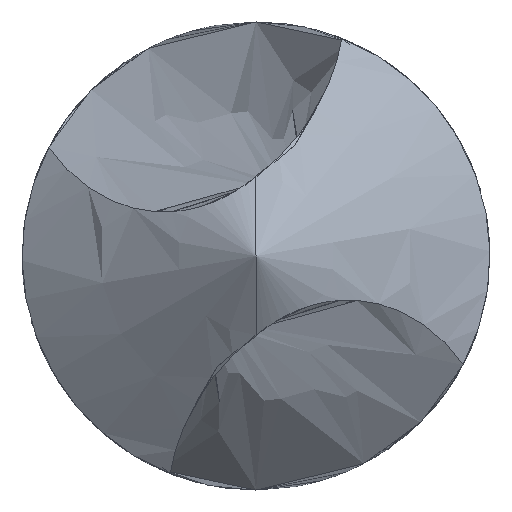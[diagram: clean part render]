
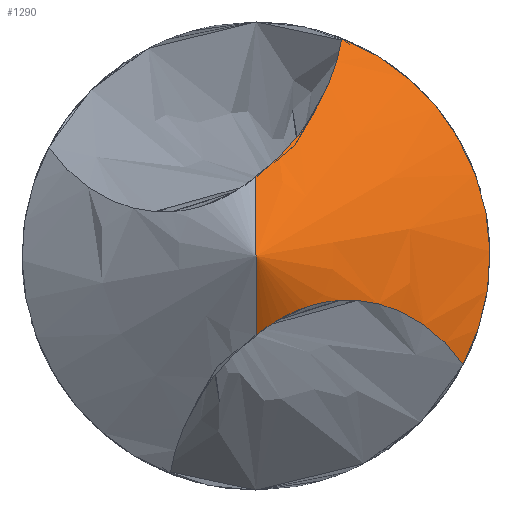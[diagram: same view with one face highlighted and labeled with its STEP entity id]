
A CAD part, front view. The second image highlights one B-rep face of the part: STEP entity #1290.
In plain terms, the highlighted conical face has half-angle 59 degrees and reference radius 1664.28 mm.
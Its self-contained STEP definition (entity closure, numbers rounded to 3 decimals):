
#4 = CARTESIAN_POINT ( 'NONE',  ( 0.914, 0.589, -0.354 ) ) ;
#21 = CARTESIAN_POINT ( 'NONE',  ( 0., 0.355, -0.591 ) ) ;
#185 = CARTESIAN_POINT ( 'NONE',  ( 0., 0.355, -0.591 ) ) ;
#221 = CARTESIAN_POINT ( 'NONE',  ( 0.629, 0.426, -0.329 ) ) ;
#225 = CARTESIAN_POINT ( 'NONE',  ( 1.45, 0.963, -0.684 ) ) ;
#238 = CARTESIAN_POINT ( 'NONE',  ( 0.694, 0.461, -0.327 ) ) ;
#252 = VERTEX_POINT ( 'NONE', #21 ) ;
#260 = FACE_OUTER_BOUND ( 'NONE', #1292, .T. ) ;
#262 = VERTEX_POINT ( 'NONE', #1121 ) ;
#280 = ORIENTED_EDGE ( 'NONE', *, *, #3118, .T. ) ;
#354 = EDGE_CURVE ( 'NONE', #1033, #2311, #966, .T. ) ;
#405 = CARTESIAN_POINT ( 'NONE',  ( 0., 0.355, 0.591 ) ) ;
#450 = CARTESIAN_POINT ( 'NONE',  ( 0.5, 0.365, -0.346 ) ) ;
#459 = CARTESIAN_POINT ( 'NONE',  ( 0., 0.355, 0.591 ) ) ;
#493 = CARTESIAN_POINT ( 'NONE',  ( 0., 0., 0. ) ) ;
#504 = CARTESIAN_POINT ( 'NONE',  ( 1.137, 0.732, -0.439 ) ) ;
#522 = CARTESIAN_POINT ( 'NONE',  ( 0., 1.052, 0. ) ) ;
#625 = CARTESIAN_POINT ( 'NONE',  ( 0.642, 1.052, 1.628 ) ) ;
#628 = B_SPLINE_CURVE_WITH_KNOTS ( 'NONE', 3,
 ( #405, #1453, #1400, #1169, #2426, #1968, #1470, #2409, #3194, #941 ),
 .UNSPECIFIED., .F., .F.,
 ( 4, 2, 2, 2, 4 ),
 ( 0.005, 0.005, 0.006, 0.006, 0.006 ),
 .UNSPECIFIED. ) ;
#642 = DIRECTION ( 'NONE',  ( 0., 0.515, 0.857 ) ) ;
#644 = EDGE_CURVE ( 'NONE', #1795, #252, #1209, .T. ) ;
#693 = VECTOR ( 'NONE', #642, 1000. ) ;
#715 = CARTESIAN_POINT ( 'NONE',  ( 0.112, 0.311, -0.51 ) ) ;
#916 = B_SPLINE_CURVE_WITH_KNOTS ( 'NONE', 3,
 ( #1982, #2251, #225, #2301, #1220, #504, #975, #4, #1022, #2982 ),
 .UNSPECIFIED., .F., .F.,
 ( 4, 2, 2, 2, 4 ),
 ( 0.003, 0.003, 0.004, 0.004, 0.004 ),
 .UNSPECIFIED. ) ;
#933 = CARTESIAN_POINT ( 'NONE',  ( 0., 0., 0. ) ) ;
#941 = CARTESIAN_POINT ( 'NONE',  ( 0.642, 1.052, 1.628 ) ) ;
#966 = CIRCLE ( 'NONE', #3223, 1.75 ) ;
#975 = CARTESIAN_POINT ( 'NONE',  ( 1.064, 0.684, -0.404 ) ) ;
#1022 = CARTESIAN_POINT ( 'NONE',  ( 0.836, 0.542, -0.338 ) ) ;
#1033 = VERTEX_POINT ( 'NONE', #1699 ) ;
#1121 = CARTESIAN_POINT ( 'NONE',  ( 0., 0., 0. ) ) ;
#1169 = CARTESIAN_POINT ( 'NONE',  ( 0.308, 0.565, 0.89 ) ) ;
#1209 = B_SPLINE_CURVE_WITH_KNOTS ( 'NONE', 3,
 ( #3236, #238, #221, #450, #1217, #2455, #2717, #715, #1234, #185 ),
 .UNSPECIFIED., .F., .F.,
 ( 4, 2, 2, 2, 4 ),
 ( 0.004, 0.004, 0.005, 0.005, 0.005 ),
 .UNSPECIFIED. ) ;
#1217 = CARTESIAN_POINT ( 'NONE',  ( 0.434, 0.337, -0.361 ) ) ;
#1220 = CARTESIAN_POINT ( 'NONE',  ( 1.272, 0.826, -0.523 ) ) ;
#1234 = CARTESIAN_POINT ( 'NONE',  ( 0.053, 0.331, -0.55 ) ) ;
#1264 = ORIENTED_EDGE ( 'NONE', *, *, #1830, .F. ) ;
#1290 = ADVANCED_FACE ( 'NONE', ( #260 ), #2498, .T. ) ;
#1292 = EDGE_LOOP ( 'NONE', ( #1264, #280, #3058, #1761, #2084, #2841 ) ) ;
#1400 = CARTESIAN_POINT ( 'NONE',  ( 0.168, 0.452, 0.734 ) ) ;
#1453 = CARTESIAN_POINT ( 'NONE',  ( 0.089, 0.396, 0.66 ) ) ;
#1470 = CARTESIAN_POINT ( 'NONE',  ( 0.526, 0.808, 1.238 ) ) ;
#1699 = CARTESIAN_POINT ( 'NONE',  ( 1.549, 1.052, -0.815 ) ) ;
#1761 = ORIENTED_EDGE ( 'NONE', *, *, #2646, .F. ) ;
#1795 = VERTEX_POINT ( 'NONE', #2417 ) ;
#1830 = EDGE_CURVE ( 'NONE', #262, #2820, #2958, .T. ) ;
#1968 = CARTESIAN_POINT ( 'NONE',  ( 0.479, 0.746, 1.146 ) ) ;
#1982 = CARTESIAN_POINT ( 'NONE',  ( 1.549, 1.052, -0.815 ) ) ;
#2076 = VECTOR ( 'NONE', #2805, 1000. ) ;
#2084 = ORIENTED_EDGE ( 'NONE', *, *, #354, .T. ) ;
#2237 = DIRECTION ( 'NONE',  ( 0., 0., 1. ) ) ;
#2251 = CARTESIAN_POINT ( 'NONE',  ( 1.503, 1.008, -0.747 ) ) ;
#2301 = CARTESIAN_POINT ( 'NONE',  ( 1.335, 0.872, -0.572 ) ) ;
#2303 = DIRECTION ( 'NONE',  ( 0., 0., 1. ) ) ;
#2311 = VERTEX_POINT ( 'NONE', #625 ) ;
#2409 = CARTESIAN_POINT ( 'NONE',  ( 0.599, 0.931, 1.429 ) ) ;
#2417 = CARTESIAN_POINT ( 'NONE',  ( 0.756, 0.496, -0.332 ) ) ;
#2426 = CARTESIAN_POINT ( 'NONE',  ( 0.37, 0.625, 0.972 ) ) ;
#2455 = CARTESIAN_POINT ( 'NONE',  ( 0.302, 0.303, -0.408 ) ) ;
#2461 = DIRECTION ( 'NONE',  ( 0., -1., 0. ) ) ;
#2498 = CONICAL_SURFACE ( 'NONE', #3016, 1664.279, 1.03 ) ;
#2646 = EDGE_CURVE ( 'NONE', #1033, #1795, #916, .T. ) ;
#2717 = CARTESIAN_POINT ( 'NONE',  ( 0.236, 0.296, -0.439 ) ) ;
#2787 = DIRECTION ( 'NONE',  ( 0., 1., 0. ) ) ;
#2805 = DIRECTION ( 'NONE',  ( 0., 0.515, -0.857 ) ) ;
#2806 = EDGE_CURVE ( 'NONE', #2820, #2311, #628, .T. ) ;
#2820 = VERTEX_POINT ( 'NONE', #459 ) ;
#2841 = ORIENTED_EDGE ( 'NONE', *, *, #2806, .F. ) ;
#2958 = LINE ( 'NONE', #933, #693 ) ;
#2982 = CARTESIAN_POINT ( 'NONE',  ( 0.756, 0.496, -0.332 ) ) ;
#3016 = AXIS2_PLACEMENT_3D ( 'NONE', #3227, #2787, #2303 ) ;
#3058 = ORIENTED_EDGE ( 'NONE', *, *, #644, .F. ) ;
#3118 = EDGE_CURVE ( 'NONE', #262, #252, #3246, .T. ) ;
#3194 = CARTESIAN_POINT ( 'NONE',  ( 0.626, 0.992, 1.527 ) ) ;
#3223 = AXIS2_PLACEMENT_3D ( 'NONE', #522, #2461, #2237 ) ;
#3227 = CARTESIAN_POINT ( 'NONE',  ( 0., 1000., 0. ) ) ;
#3236 = CARTESIAN_POINT ( 'NONE',  ( 0.756, 0.496, -0.332 ) ) ;
#3246 = LINE ( 'NONE', #493, #2076 ) ;
